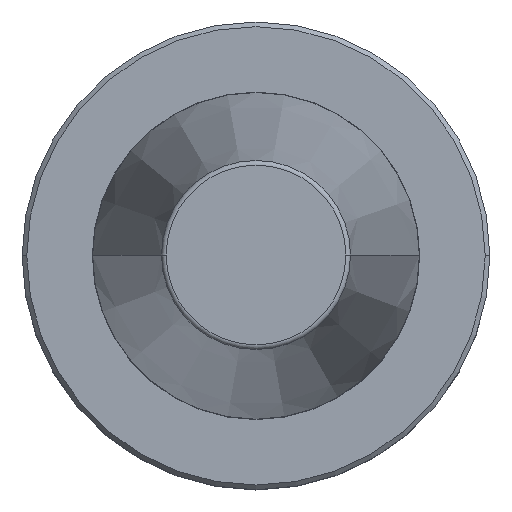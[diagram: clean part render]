
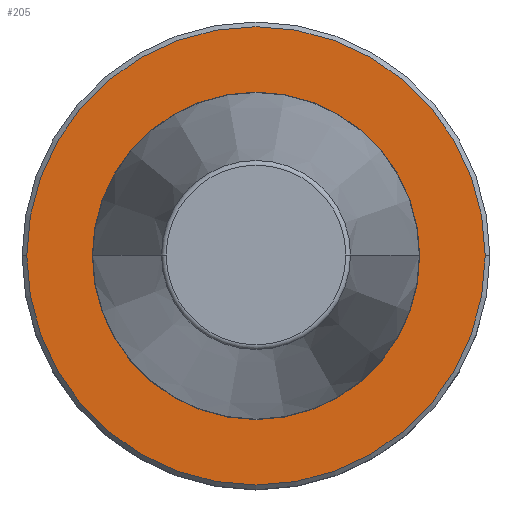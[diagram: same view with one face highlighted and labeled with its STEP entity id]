
A CAD part, top view. The second image highlights one B-rep face of the part: STEP entity #205.
In plain terms, the highlighted planar face has unit normal (0, 0, 1).
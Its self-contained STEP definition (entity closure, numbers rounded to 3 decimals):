
#15 = ORIENTED_EDGE ( 'NONE', *, *, #556, .T. ) ;
#29 = FACE_OUTER_BOUND ( 'NONE', #83, .T. ) ;
#39 = ORIENTED_EDGE ( 'NONE', *, *, #405, .T. ) ;
#41 = DIRECTION ( 'NONE',  ( 0., 0., -1. ) ) ;
#53 = CIRCLE ( 'NONE', #829, 35. ) ;
#82 = CARTESIAN_POINT ( 'NONE',  ( -49., 0., -3. ) ) ;
#83 = EDGE_LOOP ( 'NONE', ( #15, #39 ) ) ;
#111 = DIRECTION ( 'NONE',  ( -1., 0., 0. ) ) ;
#121 = DIRECTION ( 'NONE',  ( 1., 0., 0. ) ) ;
#186 = CIRCLE ( 'NONE', #381, 49. ) ;
#195 = EDGE_CURVE ( 'NONE', #437, #485, #53, .T. ) ;
#205 = ADVANCED_FACE ( 'NONE', ( #845, #29 ), #565, .F. ) ;
#243 = DIRECTION ( 'NONE',  ( 0., 0., 1. ) ) ;
#262 = CARTESIAN_POINT ( 'NONE',  ( 0., 0., -3. ) ) ;
#309 = CARTESIAN_POINT ( 'NONE',  ( 49., 0., -3. ) ) ;
#326 = AXIS2_PLACEMENT_3D ( 'NONE', #383, #41, #111 ) ;
#347 = ORIENTED_EDGE ( 'NONE', *, *, #195, .F. ) ;
#381 = AXIS2_PLACEMENT_3D ( 'NONE', #262, #998, #579 ) ;
#383 = CARTESIAN_POINT ( 'NONE',  ( 0., 49., -3. ) ) ;
#405 = EDGE_CURVE ( 'NONE', #782, #753, #186, .T. ) ;
#437 = VERTEX_POINT ( 'NONE', #913 ) ;
#449 = EDGE_CURVE ( 'NONE', #485, #437, #964, .T. ) ;
#463 = CIRCLE ( 'NONE', #746, 49. ) ;
#479 = EDGE_LOOP ( 'NONE', ( #347, #620 ) ) ;
#485 = VERTEX_POINT ( 'NONE', #525 ) ;
#525 = CARTESIAN_POINT ( 'NONE',  ( -35., 0., -3. ) ) ;
#544 = DIRECTION ( 'NONE',  ( 0., 0., 1. ) ) ;
#556 = EDGE_CURVE ( 'NONE', #753, #782, #463, .T. ) ;
#565 = PLANE ( 'NONE',  #326 ) ;
#579 = DIRECTION ( 'NONE',  ( 1., 0., 0. ) ) ;
#581 = DIRECTION ( 'NONE',  ( 1., 0., 0. ) ) ;
#613 = DIRECTION ( 'NONE',  ( 0., 0., 1. ) ) ;
#620 = ORIENTED_EDGE ( 'NONE', *, *, #449, .F. ) ;
#739 = AXIS2_PLACEMENT_3D ( 'NONE', #949, #544, #121 ) ;
#746 = AXIS2_PLACEMENT_3D ( 'NONE', #999, #613, #830 ) ;
#753 = VERTEX_POINT ( 'NONE', #82 ) ;
#782 = VERTEX_POINT ( 'NONE', #309 ) ;
#784 = CARTESIAN_POINT ( 'NONE',  ( 0., 0., -3. ) ) ;
#829 = AXIS2_PLACEMENT_3D ( 'NONE', #784, #243, #581 ) ;
#830 = DIRECTION ( 'NONE',  ( 1., 0., 0. ) ) ;
#845 = FACE_BOUND ( 'NONE', #479, .T. ) ;
#913 = CARTESIAN_POINT ( 'NONE',  ( 35., 0., -3. ) ) ;
#949 = CARTESIAN_POINT ( 'NONE',  ( 0., 0., -3. ) ) ;
#964 = CIRCLE ( 'NONE', #739, 35. ) ;
#998 = DIRECTION ( 'NONE',  ( 0., 0., 1. ) ) ;
#999 = CARTESIAN_POINT ( 'NONE',  ( 0., 0., -3. ) ) ;
